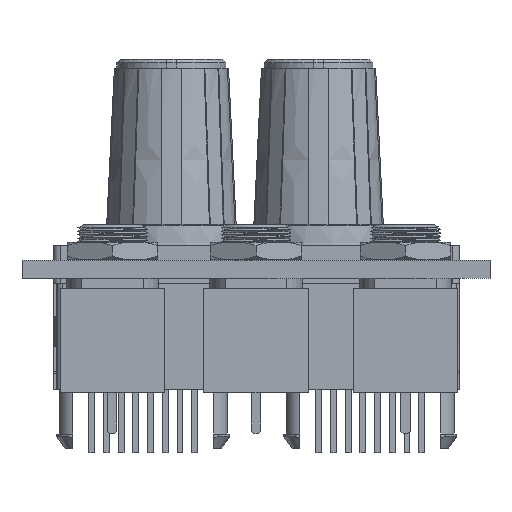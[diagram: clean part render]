
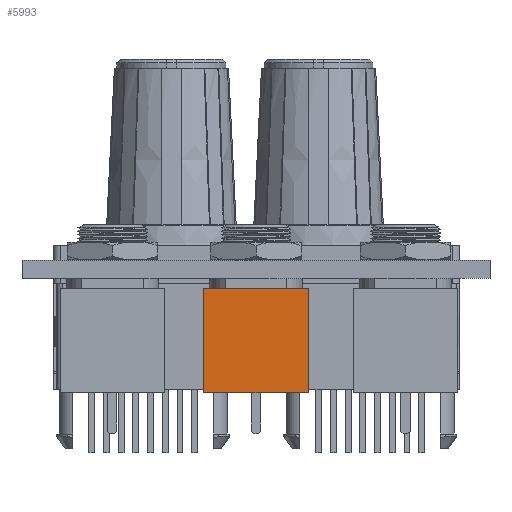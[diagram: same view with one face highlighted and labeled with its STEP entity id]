
A CAD part, front view. The second image highlights one B-rep face of the part: STEP entity #5993.
In plain terms, the highlighted face is planar.
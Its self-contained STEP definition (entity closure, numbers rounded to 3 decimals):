
#2525 = PLANE('',#2526);
#2526 = AXIS2_PLACEMENT_3D('',#2527,#2528,#2529);
#2527 = CARTESIAN_POINT('',(0.,0.,9.));
#2528 = DIRECTION('',(0.,0.,1.));
#2529 = DIRECTION('',(1.,0.,-0.));
#3189 = PLANE('',#3190);
#3190 = AXIS2_PLACEMENT_3D('',#3191,#3192,#3193);
#3191 = CARTESIAN_POINT('',(0.,0.,0.));
#3192 = DIRECTION('',(0.,0.,1.));
#3193 = DIRECTION('',(1.,0.,-0.));
#5887 = EDGE_CURVE('',#5888,#5890,#5892,.T.);
#5888 = VERTEX_POINT('',#5889);
#5889 = CARTESIAN_POINT('',(-4.5,5.25,9.));
#5890 = VERTEX_POINT('',#5891);
#5891 = CARTESIAN_POINT('',(-4.5,5.25,0.));
#5892 = SURFACE_CURVE('',#5893,(#5897,#5909),.PCURVE_S1.);
#5893 = LINE('',#5894,#5895);
#5894 = CARTESIAN_POINT('',(-4.5,5.25,9.));
#5895 = VECTOR('',#5896,1.);
#5896 = DIRECTION('',(0.,0.,-1.));
#5897 = PCURVE('',#5898,#5903);
#5898 = PLANE('',#5899);
#5899 = AXIS2_PLACEMENT_3D('',#5900,#5901,#5902);
#5900 = CARTESIAN_POINT('',(-4.5,5.25,9.));
#5901 = DIRECTION('',(1.,0.,0.));
#5902 = DIRECTION('',(0.,0.,-1.));
#5903 = DEFINITIONAL_REPRESENTATION('',(#5904),#5908);
#5904 = LINE('',#5905,#5906);
#5905 = CARTESIAN_POINT('',(0.,0.));
#5906 = VECTOR('',#5907,1.);
#5907 = DIRECTION('',(1.,0.));
#5908 = ( GEOMETRIC_REPRESENTATION_CONTEXT(2) 
PARAMETRIC_REPRESENTATION_CONTEXT() REPRESENTATION_CONTEXT('2D SPACE',''
  ) );
#5909 = PCURVE('',#5910,#5915);
#5910 = PLANE('',#5911);
#5911 = AXIS2_PLACEMENT_3D('',#5912,#5913,#5914);
#5912 = CARTESIAN_POINT('',(4.5,5.25,9.));
#5913 = DIRECTION('',(0.,-1.,0.));
#5914 = DIRECTION('',(0.,0.,-1.));
#5915 = DEFINITIONAL_REPRESENTATION('',(#5916),#5920);
#5916 = LINE('',#5917,#5918);
#5917 = CARTESIAN_POINT('',(0.,-9.));
#5918 = VECTOR('',#5919,1.);
#5919 = DIRECTION('',(1.,0.));
#5920 = ( GEOMETRIC_REPRESENTATION_CONTEXT(2) 
PARAMETRIC_REPRESENTATION_CONTEXT() REPRESENTATION_CONTEXT('2D SPACE',''
  ) );
#5993 = ADVANCED_FACE('',(#5994),#5910,.F.);
#5994 = FACE_BOUND('',#5995,.F.);
#5995 = EDGE_LOOP('',(#5996,#6026,#6047,#6048));
#5996 = ORIENTED_EDGE('',*,*,#5997,.F.);
#5997 = EDGE_CURVE('',#5998,#6000,#6002,.T.);
#5998 = VERTEX_POINT('',#5999);
#5999 = CARTESIAN_POINT('',(4.5,5.25,9.));
#6000 = VERTEX_POINT('',#6001);
#6001 = CARTESIAN_POINT('',(4.5,5.25,0.));
#6002 = SURFACE_CURVE('',#6003,(#6007,#6014),.PCURVE_S1.);
#6003 = LINE('',#6004,#6005);
#6004 = CARTESIAN_POINT('',(4.5,5.25,9.));
#6005 = VECTOR('',#6006,1.);
#6006 = DIRECTION('',(0.,0.,-1.));
#6007 = PCURVE('',#5910,#6008);
#6008 = DEFINITIONAL_REPRESENTATION('',(#6009),#6013);
#6009 = LINE('',#6010,#6011);
#6010 = CARTESIAN_POINT('',(0.,0.));
#6011 = VECTOR('',#6012,1.);
#6012 = DIRECTION('',(1.,0.));
#6013 = ( GEOMETRIC_REPRESENTATION_CONTEXT(2) 
PARAMETRIC_REPRESENTATION_CONTEXT() REPRESENTATION_CONTEXT('2D SPACE',''
  ) );
#6014 = PCURVE('',#6015,#6020);
#6015 = PLANE('',#6016);
#6016 = AXIS2_PLACEMENT_3D('',#6017,#6018,#6019);
#6017 = CARTESIAN_POINT('',(4.5,-5.25,9.));
#6018 = DIRECTION('',(-1.,0.,0.));
#6019 = DIRECTION('',(0.,0.,1.));
#6020 = DEFINITIONAL_REPRESENTATION('',(#6021),#6025);
#6021 = LINE('',#6022,#6023);
#6022 = CARTESIAN_POINT('',(0.,10.5));
#6023 = VECTOR('',#6024,1.);
#6024 = DIRECTION('',(-1.,0.));
#6025 = ( GEOMETRIC_REPRESENTATION_CONTEXT(2) 
PARAMETRIC_REPRESENTATION_CONTEXT() REPRESENTATION_CONTEXT('2D SPACE',''
  ) );
#6026 = ORIENTED_EDGE('',*,*,#6027,.T.);
#6027 = EDGE_CURVE('',#5998,#5888,#6028,.T.);
#6028 = SURFACE_CURVE('',#6029,(#6033,#6040),.PCURVE_S1.);
#6029 = LINE('',#6030,#6031);
#6030 = CARTESIAN_POINT('',(4.5,5.25,9.));
#6031 = VECTOR('',#6032,1.);
#6032 = DIRECTION('',(-1.,0.,0.));
#6033 = PCURVE('',#5910,#6034);
#6034 = DEFINITIONAL_REPRESENTATION('',(#6035),#6039);
#6035 = LINE('',#6036,#6037);
#6036 = CARTESIAN_POINT('',(0.,0.));
#6037 = VECTOR('',#6038,1.);
#6038 = DIRECTION('',(0.,-1.));
#6039 = ( GEOMETRIC_REPRESENTATION_CONTEXT(2) 
PARAMETRIC_REPRESENTATION_CONTEXT() REPRESENTATION_CONTEXT('2D SPACE',''
  ) );
#6040 = PCURVE('',#2525,#6041);
#6041 = DEFINITIONAL_REPRESENTATION('',(#6042),#6046);
#6042 = LINE('',#6043,#6044);
#6043 = CARTESIAN_POINT('',(4.5,5.25));
#6044 = VECTOR('',#6045,1.);
#6045 = DIRECTION('',(-1.,0.));
#6046 = ( GEOMETRIC_REPRESENTATION_CONTEXT(2) 
PARAMETRIC_REPRESENTATION_CONTEXT() REPRESENTATION_CONTEXT('2D SPACE',''
  ) );
#6047 = ORIENTED_EDGE('',*,*,#5887,.T.);
#6048 = ORIENTED_EDGE('',*,*,#6049,.F.);
#6049 = EDGE_CURVE('',#6000,#5890,#6050,.T.);
#6050 = SURFACE_CURVE('',#6051,(#6055,#6062),.PCURVE_S1.);
#6051 = LINE('',#6052,#6053);
#6052 = CARTESIAN_POINT('',(4.5,5.25,0.));
#6053 = VECTOR('',#6054,1.);
#6054 = DIRECTION('',(-1.,0.,0.));
#6055 = PCURVE('',#5910,#6056);
#6056 = DEFINITIONAL_REPRESENTATION('',(#6057),#6061);
#6057 = LINE('',#6058,#6059);
#6058 = CARTESIAN_POINT('',(9.,0.));
#6059 = VECTOR('',#6060,1.);
#6060 = DIRECTION('',(0.,-1.));
#6061 = ( GEOMETRIC_REPRESENTATION_CONTEXT(2) 
PARAMETRIC_REPRESENTATION_CONTEXT() REPRESENTATION_CONTEXT('2D SPACE',''
  ) );
#6062 = PCURVE('',#3189,#6063);
#6063 = DEFINITIONAL_REPRESENTATION('',(#6064),#6068);
#6064 = LINE('',#6065,#6066);
#6065 = CARTESIAN_POINT('',(4.5,5.25));
#6066 = VECTOR('',#6067,1.);
#6067 = DIRECTION('',(-1.,0.));
#6068 = ( GEOMETRIC_REPRESENTATION_CONTEXT(2) 
PARAMETRIC_REPRESENTATION_CONTEXT() REPRESENTATION_CONTEXT('2D SPACE',''
  ) );
